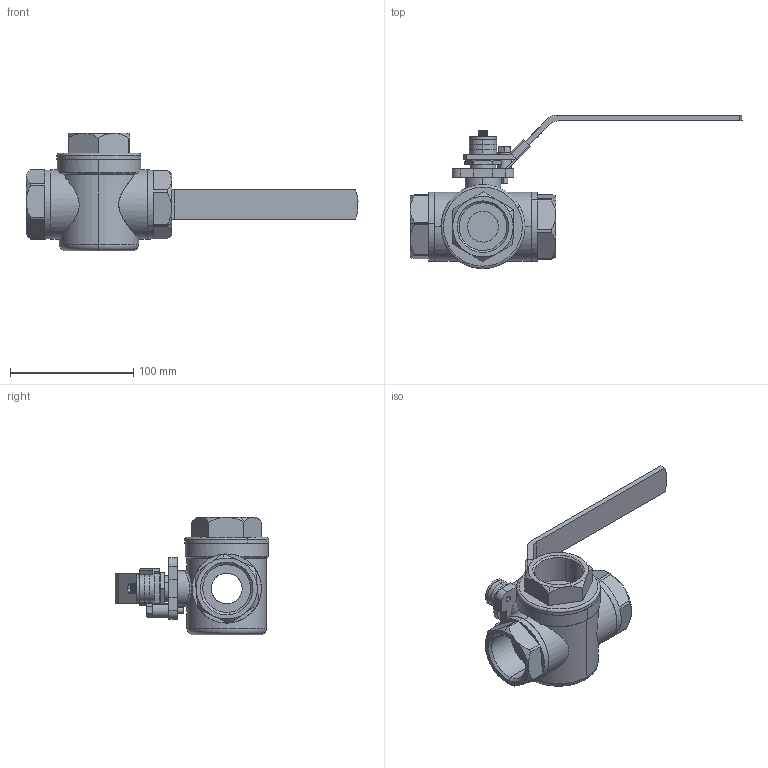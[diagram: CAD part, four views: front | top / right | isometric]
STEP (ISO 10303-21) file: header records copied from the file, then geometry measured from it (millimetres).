
FILE_DESCRIPTION((''),'2;1');
FILE_NAME('DN32_ASM','2015-02-13T',('Administrator'),(''),'PRO/ENGINEER BY PARAMETRIC TECHNOLOGY CORPORATION, 2011080','PRO/ENGINEER BY PARAMETRIC TECHNOLOGY CORPORATION, 2011080','');
FILE_SCHEMA(('CONFIG_CONTROL_DESIGN'));
Length unit declared in the file: millimetre
Products named in the file (14): PRT0097; PRT0098; PRT0099; PRT0100; PRT0101; PRT0102; PRT0103; PRT0104; PRT0105; PRT0106; PRT0107; PRT0108; PRT0109; DN32_ASM
Assembly tree (16 placements, depth 2):
  DN32_ASM
    PRT0097
    PRT0098
    PRT0099
    PRT0100
    PRT0101
    PRT0102  x3
    PRT0103
    PRT0104
    PRT0105
    PRT0106
    PRT0107
    PRT0108  x2
    PRT0109
Bounding box: 268.91 x 124.25 x 95.14 mm (x, y, z)
Volume: 158737.9 mm3; surface area: 112828.9 mm2
Topology: 15 solids, 16 shells, 449 faces, 1150 edges, 751 vertices
Faces by surface type: plane 249, cylinder 149, cone 39, torus 6, revolution 4, bspline 2
Entity records: 14390 total; most frequent: CARTESIAN_POINT 4403, ORIENTED_EDGE 2025, DIRECTION 2021, EDGE_CURVE 1020, AXIS2_PLACEMENT_3D 736, VERTEX_POINT 669, VECTOR 545, LINE 545
